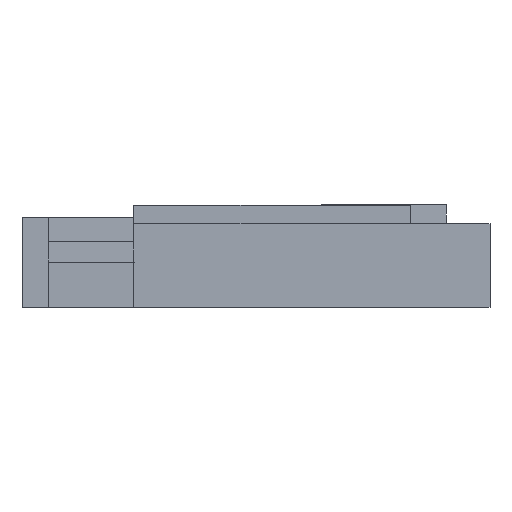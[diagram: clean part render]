
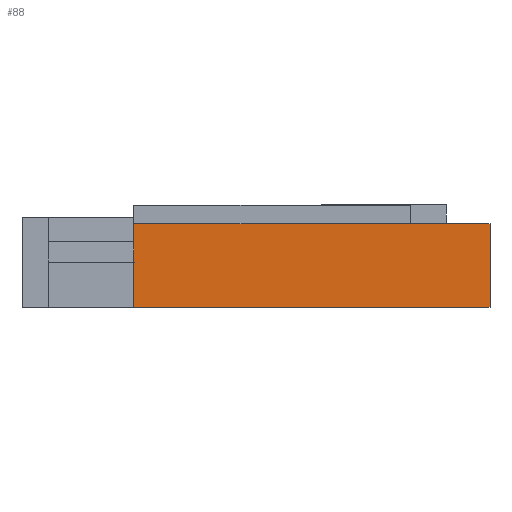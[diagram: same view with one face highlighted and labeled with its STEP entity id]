
A CAD part, front view. The second image highlights one B-rep face of the part: STEP entity #88.
In plain terms, the highlighted free-form (B-spline) face has degree [1, 1] with [2, 2] control points.
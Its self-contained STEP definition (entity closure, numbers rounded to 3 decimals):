
#88=ADVANCED_FACE('',(#227),#4532,.T.);
#227=FACE_OUTER_BOUND('',#366,.T.);
#366=EDGE_LOOP('',(#809,#810,#811,#812,#813,#814));
#809=ORIENTED_EDGE('',*,*,#3128,.T.);
#810=ORIENTED_EDGE('',*,*,#3129,.T.);
#811=ORIENTED_EDGE('',*,*,#3130,.T.);
#812=ORIENTED_EDGE('',*,*,#3120,.F.);
#813=ORIENTED_EDGE('',*,*,#3006,.F.);
#814=ORIENTED_EDGE('',*,*,#3008,.F.);
#1296=PCURVE('',#4491,#1990);
#1298=PCURVE('',#4492,#1992);
#1478=PCURVE('',#4526,#2172);
#1503=PCURVE('',#4532,#2197);
#1504=PCURVE('',#4532,#2198);
#1505=PCURVE('',#4532,#2199);
#1506=PCURVE('',#4532,#2200);
#1507=PCURVE('',#4532,#2201);
#1508=PCURVE('',#4532,#2202);
#1509=PCURVE('',#4533,#2203);
#1799=PCURVE('',#4593,#2493);
#1810=PCURVE('',#4596,#2504);
#1990=DEFINITIONAL_REPRESENTATION('',(#3524),#7733);
#1992=DEFINITIONAL_REPRESENTATION('',(#3528),#7733);
#2172=DEFINITIONAL_REPRESENTATION('',(#3820),#7733);
#2197=DEFINITIONAL_REPRESENTATION('',(#3853),#7733);
#2198=DEFINITIONAL_REPRESENTATION('',(#3855),#7733);
#2199=DEFINITIONAL_REPRESENTATION('',(#3857),#7733);
#2200=DEFINITIONAL_REPRESENTATION('',(#3858),#7733);
#2201=DEFINITIONAL_REPRESENTATION('',(#3859),#7733);
#2202=DEFINITIONAL_REPRESENTATION('',(#3860),#7733);
#2203=DEFINITIONAL_REPRESENTATION('',(#3861),#7733);
#2493=DEFINITIONAL_REPRESENTATION('',(#4222),#7733);
#2504=DEFINITIONAL_REPRESENTATION('',(#4239),#7733);
#2659=SURFACE_CURVE('',#3523,(#1296,#1507),.PCURVE_S1.);
#2661=SURFACE_CURVE('',#3527,(#1298,#1508),.PCURVE_S1.);
#2773=SURFACE_CURVE('',#3819,(#1478,#1506),.PCURVE_S1.);
#2781=SURFACE_CURVE('',#3852,(#1503,#1509),.PCURVE_S1.);
#2782=SURFACE_CURVE('',#3854,(#1504,#1810),.PCURVE_S1.);
#2783=SURFACE_CURVE('',#3856,(#1505,#1799),.PCURVE_S1.);
#3006=EDGE_CURVE('',#4339,#4337,#2659,.T.);
#3008=EDGE_CURVE('',#4389,#4339,#2661,.T.);
#3120=EDGE_CURVE('',#4337,#4252,#2773,.T.);
#3128=EDGE_CURVE('',#4389,#4344,#2781,.T.);
#3129=EDGE_CURVE('',#4344,#4254,#2782,.T.);
#3130=EDGE_CURVE('',#4254,#4252,#2783,.T.);
#3523=B_SPLINE_CURVE_WITH_KNOTS('',1,(#6119,#6120),.UNSPECIFIED.,.F.,.F.,
(2,2),(-8.912,0.),.UNSPECIFIED.);
#3524=B_SPLINE_CURVE_WITH_KNOTS('',1,(#6121,#6122),.UNSPECIFIED.,.F.,.F.,
(2,2),(-8.912,0.),.UNSPECIFIED.);
#3527=B_SPLINE_CURVE_WITH_KNOTS('',1,(#6127,#6128),.UNSPECIFIED.,.F.,.F.,
(2,2),(41.49,50.),.UNSPECIFIED.);
#3528=B_SPLINE_CURVE_WITH_KNOTS('',1,(#6129,#6130),.UNSPECIFIED.,.F.,.F.,
(2,2),(41.49,50.),.UNSPECIFIED.);
#3819=B_SPLINE_CURVE_WITH_KNOTS('',1,(#6770,#6771,#6772),.UNSPECIFIED.,
 .F.,.F.,(2,1,2),(-50.,-41.49,-11.943),
 .UNSPECIFIED.);
#3820=B_SPLINE_CURVE_WITH_KNOTS('',1,(#6773,#6774,#6775),.UNSPECIFIED.,
 .F.,.F.,(2,1,2),(-50.,-41.49,-11.943),
 .UNSPECIFIED.);
#3852=B_SPLINE_CURVE_WITH_KNOTS('',1,(#6841,#6842),.UNSPECIFIED.,.F.,.F.,
(2,2),(-41.49,-11.943),.UNSPECIFIED.);
#3853=B_SPLINE_CURVE_WITH_KNOTS('',1,(#6843,#6844),.UNSPECIFIED.,.F.,.F.,
(2,2),(-41.49,-11.943),.UNSPECIFIED.);
#3854=B_SPLINE_CURVE_WITH_KNOTS('',1,(#6845,#6846),.UNSPECIFIED.,.F.,.F.,
(2,2),(-8.912,-4.831),.UNSPECIFIED.);
#3855=B_SPLINE_CURVE_WITH_KNOTS('',1,(#6847,#6848),.UNSPECIFIED.,.F.,.F.,
(2,2),(-8.912,-4.831),.UNSPECIFIED.);
#3856=B_SPLINE_CURVE_WITH_KNOTS('',1,(#6849,#6850,#6851),.UNSPECIFIED.,
 .F.,.F.,(2,1,2),(-4.831,-3.071,0.),.UNSPECIFIED.);
#3857=B_SPLINE_CURVE_WITH_KNOTS('',1,(#6852,#6853,#6854),.UNSPECIFIED.,
 .F.,.F.,(2,1,2),(-4.831,-3.071,0.),.UNSPECIFIED.);
#3858=B_SPLINE_CURVE_WITH_KNOTS('',1,(#6855,#6856,#6857),.UNSPECIFIED.,
 .F.,.F.,(2,1,2),(-50.,-41.49,-11.943),
 .UNSPECIFIED.);
#3859=B_SPLINE_CURVE_WITH_KNOTS('',1,(#6858,#6859),.UNSPECIFIED.,.F.,.F.,
(2,2),(-8.912,0.),.UNSPECIFIED.);
#3860=B_SPLINE_CURVE_WITH_KNOTS('',1,(#6860,#6861),.UNSPECIFIED.,.F.,.F.,
(2,2),(41.49,50.),.UNSPECIFIED.);
#3861=B_SPLINE_CURVE_WITH_KNOTS('',1,(#6862,#6863),.UNSPECIFIED.,.F.,.F.,
(2,2),(-41.49,-11.943),.UNSPECIFIED.);
#4222=B_SPLINE_CURVE_WITH_KNOTS('',1,(#7677,#7678,#7679),.UNSPECIFIED.,
 .F.,.F.,(2,1,2),(-4.831,-3.071,0.),.UNSPECIFIED.);
#4239=B_SPLINE_CURVE_WITH_KNOTS('',1,(#7712,#7713),.UNSPECIFIED.,.F.,.F.,
(2,2),(-8.912,-4.831),.UNSPECIFIED.);
#4252=VERTEX_POINT('',#5183);
#4254=VERTEX_POINT('',#5185);
#4337=VERTEX_POINT('',#5268);
#4339=VERTEX_POINT('',#5270);
#4344=VERTEX_POINT('',#5275);
#4389=VERTEX_POINT('',#5320);
#4491=B_SPLINE_SURFACE_WITH_KNOTS('',1,1,((#4752,#4753),(#4754,#4755)),
 .UNSPECIFIED.,.F.,.F.,.F.,(2,2),(2,2),(0.,27.439),(0.,8.912),
 .UNSPECIFIED.);
#4492=B_SPLINE_SURFACE_WITH_KNOTS('',1,1,((#4756,#4757),(#4758,#4759)),
 .UNSPECIFIED.,.F.,.F.,.F.,(2,2),(2,2),(0.,50.),(0.,49.6),.UNSPECIFIED.);
#4526=B_SPLINE_SURFACE_WITH_KNOTS('',1,1,((#4892,#4893),(#4894,#4895)),
 .UNSPECIFIED.,.F.,.F.,.F.,(2,2),(2,2),(0.,49.6),(0.,50.),.UNSPECIFIED.);
#4532=B_SPLINE_SURFACE_WITH_KNOTS('',1,1,((#4916,#4917),(#4918,#4919)),
 .UNSPECIFIED.,.F.,.F.,.F.,(2,2),(2,2),(11.943,50.),(0.,8.912),
 .UNSPECIFIED.);
#4533=B_SPLINE_SURFACE_WITH_KNOTS('',1,1,((#4920,#4921),(#4922,#4923)),
 .UNSPECIFIED.,.F.,.F.,.F.,(2,2),(2,2),(11.943,41.49),
(0.,10.897),.UNSPECIFIED.);
#4593=B_SPLINE_SURFACE_WITH_KNOTS('',1,1,((#5160,#5161),(#5162,#5163)),
 .UNSPECIFIED.,.F.,.F.,.F.,(2,2),(2,2),(2.818,11.943),
(0.,4.831),.UNSPECIFIED.);
#4596=B_SPLINE_SURFACE_WITH_KNOTS('',1,1,((#5172,#5173),(#5174,#5175)),
 .UNSPECIFIED.,.F.,.F.,.F.,(2,2),(2,2),(0.633,1.),(0.,8.912),
 .UNSPECIFIED.);
#4752=CARTESIAN_POINT('',(50.,0.,0.));
#4753=CARTESIAN_POINT('',(50.,0.,8.912));
#4754=CARTESIAN_POINT('',(50.,27.439,0.));
#4755=CARTESIAN_POINT('',(50.,27.439,8.912));
#4756=CARTESIAN_POINT('',(0.,0.,8.912));
#4757=CARTESIAN_POINT('',(0.,49.6,8.912));
#4758=CARTESIAN_POINT('',(50.,0.,8.912));
#4759=CARTESIAN_POINT('',(50.,49.6,8.912));
#4892=CARTESIAN_POINT('',(0.,0.,0.));
#4893=CARTESIAN_POINT('',(50.,0.,0.));
#4894=CARTESIAN_POINT('',(0.,49.6,0.));
#4895=CARTESIAN_POINT('',(50.,49.6,0.));
#4916=CARTESIAN_POINT('',(11.943,0.,0.));
#4917=CARTESIAN_POINT('',(11.943,0.,8.912));
#4918=CARTESIAN_POINT('',(50.,0.,0.));
#4919=CARTESIAN_POINT('',(50.,0.,8.912));
#4920=CARTESIAN_POINT('',(11.943,0.,0.));
#4921=CARTESIAN_POINT('',(11.943,0.,10.897));
#4922=CARTESIAN_POINT('',(41.49,0.,0.));
#4923=CARTESIAN_POINT('',(41.49,0.,10.897));
#5160=CARTESIAN_POINT('',(2.818,0.,0.));
#5161=CARTESIAN_POINT('',(2.818,0.,4.831));
#5162=CARTESIAN_POINT('',(11.943,0.,0.));
#5163=CARTESIAN_POINT('',(11.943,0.,4.831));
#5172=CARTESIAN_POINT('',(23.469,12.361,0.));
#5173=CARTESIAN_POINT('',(23.469,12.361,8.912));
#5174=CARTESIAN_POINT('',(11.943,0.,0.));
#5175=CARTESIAN_POINT('',(11.943,0.,8.912));
#5183=CARTESIAN_POINT('',(11.943,0.,0.));
#5185=CARTESIAN_POINT('',(11.943,0.,4.831));
#5268=CARTESIAN_POINT('',(50.,0.,0.));
#5270=CARTESIAN_POINT('',(50.,0.,8.912));
#5275=CARTESIAN_POINT('',(11.943,0.,8.912));
#5320=CARTESIAN_POINT('',(41.49,0.,8.912));
#6119=CARTESIAN_POINT('',(50.,0.,8.912));
#6120=CARTESIAN_POINT('',(50.,0.,0.));
#6121=CARTESIAN_POINT('',(0.,8.912));
#6122=CARTESIAN_POINT('',(0.,0.));
#6127=CARTESIAN_POINT('',(41.49,0.,8.912));
#6128=CARTESIAN_POINT('',(50.,0.,8.912));
#6129=CARTESIAN_POINT('',(41.49,0.));
#6130=CARTESIAN_POINT('',(50.,0.));
#6770=CARTESIAN_POINT('',(50.,0.,0.));
#6771=CARTESIAN_POINT('',(41.49,0.,0.));
#6772=CARTESIAN_POINT('',(11.943,0.,0.));
#6773=CARTESIAN_POINT('',(0.,50.));
#6774=CARTESIAN_POINT('',(0.,41.49));
#6775=CARTESIAN_POINT('',(0.,11.943));
#6841=CARTESIAN_POINT('',(41.49,0.,8.912));
#6842=CARTESIAN_POINT('',(11.943,0.,8.912));
#6843=CARTESIAN_POINT('',(41.49,8.912));
#6844=CARTESIAN_POINT('',(11.943,8.912));
#6845=CARTESIAN_POINT('',(11.943,0.,8.912));
#6846=CARTESIAN_POINT('',(11.943,0.,4.831));
#6847=CARTESIAN_POINT('',(11.943,8.912));
#6848=CARTESIAN_POINT('',(11.943,4.831));
#6849=CARTESIAN_POINT('',(11.943,0.,4.831));
#6850=CARTESIAN_POINT('',(11.943,0.,3.071));
#6851=CARTESIAN_POINT('',(11.943,0.,0.));
#6852=CARTESIAN_POINT('',(11.943,4.831));
#6853=CARTESIAN_POINT('',(11.943,3.071));
#6854=CARTESIAN_POINT('',(11.943,0.));
#6855=CARTESIAN_POINT('',(50.,0.));
#6856=CARTESIAN_POINT('',(41.49,0.));
#6857=CARTESIAN_POINT('',(11.943,0.));
#6858=CARTESIAN_POINT('',(50.,8.912));
#6859=CARTESIAN_POINT('',(50.,0.));
#6860=CARTESIAN_POINT('',(41.49,8.912));
#6861=CARTESIAN_POINT('',(50.,8.912));
#6862=CARTESIAN_POINT('',(41.49,8.912));
#6863=CARTESIAN_POINT('',(11.943,8.912));
#7677=CARTESIAN_POINT('',(11.943,4.831));
#7678=CARTESIAN_POINT('',(11.943,3.071));
#7679=CARTESIAN_POINT('',(11.943,0.));
#7712=CARTESIAN_POINT('',(1.,8.912));
#7713=CARTESIAN_POINT('',(1.,4.831));
#7733=(
GEOMETRIC_REPRESENTATION_CONTEXT(2)
PARAMETRIC_REPRESENTATION_CONTEXT()
REPRESENTATION_CONTEXT('pspace','')
);
